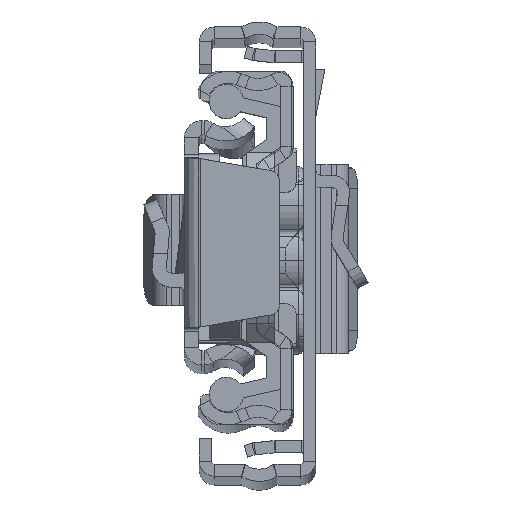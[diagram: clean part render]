
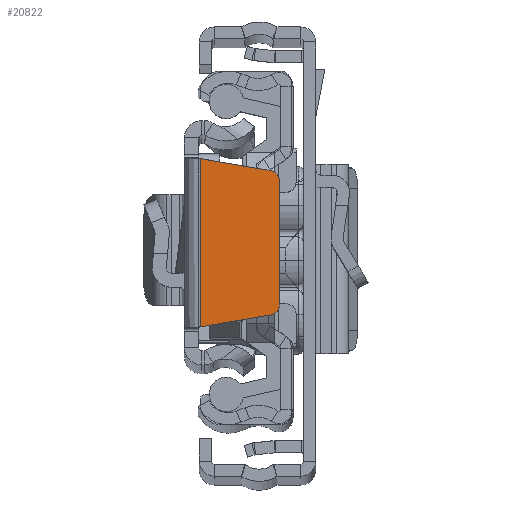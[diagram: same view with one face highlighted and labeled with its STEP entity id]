
A CAD part, top view. The second image highlights one B-rep face of the part: STEP entity #20822.
In plain terms, the highlighted planar face has unit normal (0, 0, 1).
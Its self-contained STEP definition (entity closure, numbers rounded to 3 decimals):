
#171 = VERTEX_POINT ( 'NONE', #21474 ) ;
#1592 = CIRCLE ( 'NONE', #19829, 1. ) ;
#1671 = VERTEX_POINT ( 'NONE', #4806 ) ;
#2860 = VERTEX_POINT ( 'NONE', #13447 ) ;
#3067 = AXIS2_PLACEMENT_3D ( 'NONE', #13208, #21364, #21248 ) ;
#4087 = EDGE_CURVE ( 'NONE', #171, #1671, #17389, .T. ) ;
#4100 = ORIENTED_EDGE ( 'NONE', *, *, #8937, .T. ) ;
#4561 = CARTESIAN_POINT ( 'NONE',  ( 9.4, 6.156, 0. ) ) ;
#4806 = CARTESIAN_POINT ( 'NONE',  ( 8.568, -7.142, 0. ) ) ;
#5002 = AXIS2_PLACEMENT_3D ( 'NONE', #12590, #14236, #15679 ) ;
#5092 = DIRECTION ( 'NONE',  ( 0., 0., 1. ) ) ;
#5444 = EDGE_CURVE ( 'NONE', #6694, #2860, #9768, .T. ) ;
#5464 = ORIENTED_EDGE ( 'NONE', *, *, #18717, .T. ) ;
#5513 = ORIENTED_EDGE ( 'NONE', *, *, #6695, .T. ) ;
#5683 = VECTOR ( 'NONE', #7904, 1000. ) ;
#5736 = EDGE_LOOP ( 'NONE', ( #20285, #16450, #5464, #4100, #5513, #16768 ) ) ;
#6368 = CARTESIAN_POINT ( 'NONE',  ( 1.5, 8.35, 0. ) ) ;
#6694 = VERTEX_POINT ( 'NONE', #13732 ) ;
#6695 = EDGE_CURVE ( 'NONE', #13815, #6694, #1592, .T. ) ;
#7297 = DIRECTION ( 'NONE',  ( 0.986, 0.168, 0. ) ) ;
#7904 = DIRECTION ( 'NONE',  ( 0., -1., 0. ) ) ;
#7923 = VERTEX_POINT ( 'NONE', #12317 ) ;
#8937 = EDGE_CURVE ( 'NONE', #7923, #13815, #19603, .T. ) ;
#9609 = DIRECTION ( 'NONE',  ( 0., 1., 0. ) ) ;
#9768 = LINE ( 'NONE', #6368, #19143 ) ;
#10945 = PLANE ( 'NONE',  #5002 ) ;
#11678 = VECTOR ( 'NONE', #9609, 1000. ) ;
#12317 = CARTESIAN_POINT ( 'NONE',  ( 9.4, -6.156, 0. ) ) ;
#12590 = CARTESIAN_POINT ( 'NONE',  ( 8.4, 6.156, 0. ) ) ;
#12721 = DIRECTION ( 'NONE',  ( -0.986, 0.168, 0. ) ) ;
#13208 = CARTESIAN_POINT ( 'NONE',  ( 8.4, -6.156, 0. ) ) ;
#13447 = CARTESIAN_POINT ( 'NONE',  ( 1.6, 8.333, 0. ) ) ;
#13732 = CARTESIAN_POINT ( 'NONE',  ( 8.568, 7.142, 0. ) ) ;
#13815 = VERTEX_POINT ( 'NONE', #21267 ) ;
#14236 = DIRECTION ( 'NONE',  ( 0., 0., -1. ) ) ;
#14691 = CARTESIAN_POINT ( 'NONE',  ( 1.6, -8.333, 0. ) ) ;
#15298 = CARTESIAN_POINT ( 'NONE',  ( 8.4, 6.156, 0. ) ) ;
#15679 = DIRECTION ( 'NONE',  ( 1., 0., 0. ) ) ;
#15896 = FACE_OUTER_BOUND ( 'NONE', #5736, .T. ) ;
#16450 = ORIENTED_EDGE ( 'NONE', *, *, #4087, .T. ) ;
#16768 = ORIENTED_EDGE ( 'NONE', *, *, #5444, .T. ) ;
#17002 = VECTOR ( 'NONE', #7297, 1000. ) ;
#17389 = LINE ( 'NONE', #18721, #17002 ) ;
#18083 = LINE ( 'NONE', #14691, #5683 ) ;
#18147 = CIRCLE ( 'NONE', #3067, 1. ) ;
#18696 = DIRECTION ( 'NONE',  ( 1., 0., 0. ) ) ;
#18717 = EDGE_CURVE ( 'NONE', #1671, #7923, #18147, .T. ) ;
#18721 = CARTESIAN_POINT ( 'NONE',  ( 8.568, -7.142, 0. ) ) ;
#19143 = VECTOR ( 'NONE', #12721, 1000. ) ;
#19603 = LINE ( 'NONE', #4561, #11678 ) ;
#19829 = AXIS2_PLACEMENT_3D ( 'NONE', #15298, #5092, #18696 ) ;
#20285 = ORIENTED_EDGE ( 'NONE', *, *, #20923, .T. ) ;
#20822 = ADVANCED_FACE ( 'NONE', ( #15896 ), #10945, .F. ) ;
#20923 = EDGE_CURVE ( 'NONE', #2860, #171, #18083, .T. ) ;
#21248 = DIRECTION ( 'NONE',  ( 1., 0., 0. ) ) ;
#21267 = CARTESIAN_POINT ( 'NONE',  ( 9.4, 6.156, 0. ) ) ;
#21364 = DIRECTION ( 'NONE',  ( 0., 0., 1. ) ) ;
#21474 = CARTESIAN_POINT ( 'NONE',  ( 1.6, -8.333, 0. ) ) ;
